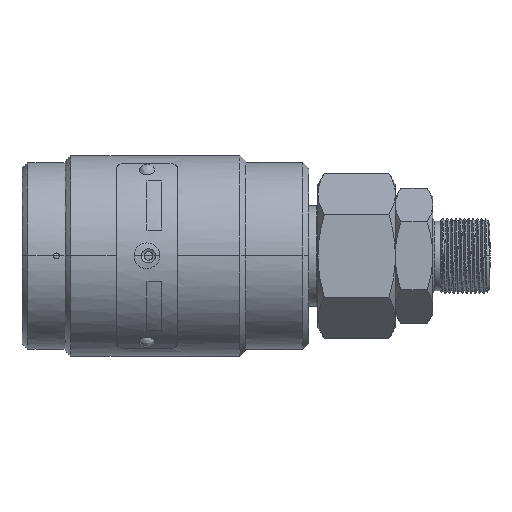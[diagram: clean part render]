
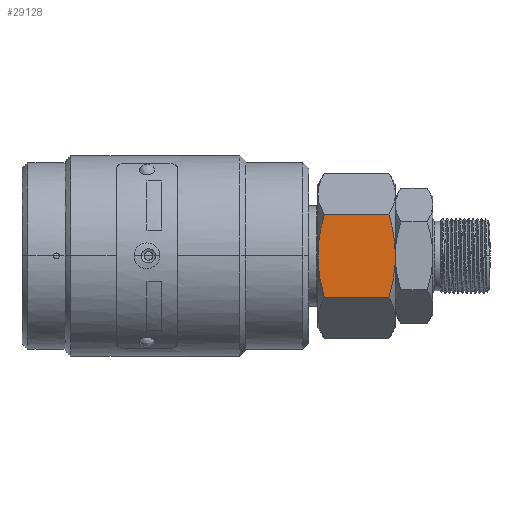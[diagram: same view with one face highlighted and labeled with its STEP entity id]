
A CAD part, top view. The second image highlights one B-rep face of the part: STEP entity #29128.
In plain terms, the highlighted planar face has unit normal (0, 0, 1).
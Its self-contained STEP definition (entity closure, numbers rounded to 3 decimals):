
#1091 = CARTESIAN_POINT ( 'NONE',  ( 128.667, -12.075, 18.5 ) ) ;
#1494 = CARTESIAN_POINT ( 'NONE',  ( 130.25, 0., 18.5 ) ) ;
#3030 = EDGE_CURVE ( 'NONE', #69166, #16672, #21745, .T. ) ;
#3357 = LINE ( 'NONE', #79621, #40734 ) ;
#4271 = DIRECTION ( 'NONE',  ( 0., 0., 1. ) ) ;
#7054 = AXIS2_PLACEMENT_3D ( 'NONE', #63078, #4271, #92798 ) ;
#7784 = CARTESIAN_POINT ( 'NONE',  ( 103.25, 0., 18.5 ) ) ;
#8641 = CARTESIAN_POINT ( 'NONE',  ( 129.217, -9.69, 18.5 ) ) ;
#9362 = CARTESIAN_POINT ( 'NONE',  ( 128.356, 13.258, 18.5 ) ) ;
#10092 = CARTESIAN_POINT ( 'NONE',  ( 103.25, 2.449, 18.5 ) ) ;
#10391 = B_SPLINE_CURVE_WITH_KNOTS ( 'NONE', 3,
 ( #51143, #18998, #34655, #93786, #78442, #42164, #94422, #19955 ),
 .UNSPECIFIED., .F., .F.,
 ( 4, 2, 2, 4 ),
 ( 0., 0.004, 0.007, 0.015 ),
 .UNSPECIFIED. ) ;
#11094 = VERTEX_POINT ( 'NONE', #80680 ) ;
#13510 = EDGE_CURVE ( 'NONE', #11094, #21213, #10391, .T. ) ;
#14341 = EDGE_CURVE ( 'NONE', #16672, #70005, #3357, .T. ) ;
#14848 = CARTESIAN_POINT ( 'NONE',  ( 130.038, -4.878, 18.5 ) ) ;
#16672 = VERTEX_POINT ( 'NONE', #62137 ) ;
#16841 = CARTESIAN_POINT ( 'NONE',  ( 130.25, 0., 18.5 ) ) ;
#17563 = CARTESIAN_POINT ( 'NONE',  ( 104.045, 8.489, 18.5 ) ) ;
#18998 = CARTESIAN_POINT ( 'NONE',  ( 105.143, -13.258, 18.5 ) ) ;
#19955 = CARTESIAN_POINT ( 'NONE',  ( 103.25, 0., 18.5 ) ) ;
#21213 = VERTEX_POINT ( 'NONE', #7784 ) ;
#21745 = B_SPLINE_CURVE_WITH_KNOTS ( 'NONE', 3,
 ( #1494, #84102, #76611, #46881, #39035, #91287, #9362, #54409 ),
 .UNSPECIFIED., .F., .F.,
 ( 4, 2, 2, 4 ),
 ( 0., 0.007, 0.011, 0.015 ),
 .UNSPECIFIED. ) ;
#22020 = CARTESIAN_POINT ( 'NONE',  ( 129.455, -8.49, 18.5 ) ) ;
#25411 = ORIENTED_EDGE ( 'NONE', *, *, #46807, .F. ) ;
#26143 = PLANE ( 'NONE',  #7054 ) ;
#26890 = ORIENTED_EDGE ( 'NONE', *, *, #3030, .T. ) ;
#27696 = LINE ( 'NONE', #75877, #48804 ) ;
#29128 = ADVANCED_FACE ( 'NONE', ( #42991 ), #26143, .T. ) ;
#29530 = CARTESIAN_POINT ( 'NONE',  ( 130.25, -2.451, 18.5 ) ) ;
#31371 = EDGE_LOOP ( 'NONE', ( #85757, #26890, #51778, #25411, #80299, #85922 ) ) ;
#34655 = CARTESIAN_POINT ( 'NONE',  ( 104.833, -12.075, 18.5 ) ) ;
#38312 = CARTESIAN_POINT ( 'NONE',  ( 128.017, -14.434, 18.5 ) ) ;
#39035 = CARTESIAN_POINT ( 'NONE',  ( 129.216, 9.691, 18.5 ) ) ;
#39770 = CARTESIAN_POINT ( 'NONE',  ( 105.483, 14.434, 18.5 ) ) ;
#40127 = EDGE_CURVE ( 'NONE', #50898, #11094, #27696, .T. ) ;
#40734 = VECTOR ( 'NONE', #64930, 1000. ) ;
#42164 = CARTESIAN_POINT ( 'NONE',  ( 103.462, -4.878, 18.5 ) ) ;
#42991 = FACE_OUTER_BOUND ( 'NONE', #31371, .T. ) ;
#45833 = CARTESIAN_POINT ( 'NONE',  ( 128.357, -13.258, 18.5 ) ) ;
#46807 = EDGE_CURVE ( 'NONE', #21213, #70005, #62446, .T. ) ;
#46881 = CARTESIAN_POINT ( 'NONE',  ( 129.455, 8.489, 18.5 ) ) ;
#48251 = CARTESIAN_POINT ( 'NONE',  ( 104.833, 12.075, 18.5 ) ) ;
#48804 = VECTOR ( 'NONE', #67710, 1000. ) ;
#50898 = VERTEX_POINT ( 'NONE', #70733 ) ;
#51143 = CARTESIAN_POINT ( 'NONE',  ( 105.483, -14.434, 18.5 ) ) ;
#51778 = ORIENTED_EDGE ( 'NONE', *, *, #14341, .T. ) ;
#54409 = CARTESIAN_POINT ( 'NONE',  ( 128.017, 14.434, 18.5 ) ) ;
#62137 = CARTESIAN_POINT ( 'NONE',  ( 128.017, 14.434, 18.5 ) ) ;
#62446 = B_SPLINE_CURVE_WITH_KNOTS ( 'NONE', 3,
 ( #85470, #10092, #77662, #17563, #92986, #48251, #63264, #39770 ),
 .UNSPECIFIED., .F., .F.,
 ( 4, 2, 2, 4 ),
 ( 0., 0.007, 0.011, 0.015 ),
 .UNSPECIFIED. ) ;
#63078 = CARTESIAN_POINT ( 'NONE',  ( 102.71, 15.011, 18.5 ) ) ;
#63264 = CARTESIAN_POINT ( 'NONE',  ( 105.144, 13.258, 18.5 ) ) ;
#64930 = DIRECTION ( 'NONE',  ( -1., 0., 0. ) ) ;
#67090 = CARTESIAN_POINT ( 'NONE',  ( 130.25, 0., 18.5 ) ) ;
#67710 = DIRECTION ( 'NONE',  ( -1., 0., 0. ) ) ;
#67891 = B_SPLINE_CURVE_WITH_KNOTS ( 'NONE', 3,
 ( #38312, #45833, #1091, #8641, #22020, #14848, #29530, #67090 ),
 .UNSPECIFIED., .F., .F.,
 ( 4, 2, 2, 4 ),
 ( 0., 0.004, 0.007, 0.015 ),
 .UNSPECIFIED. ) ;
#69166 = VERTEX_POINT ( 'NONE', #16841 ) ;
#70005 = VERTEX_POINT ( 'NONE', #89599 ) ;
#70733 = CARTESIAN_POINT ( 'NONE',  ( 128.017, -14.434, 18.5 ) ) ;
#75877 = CARTESIAN_POINT ( 'NONE',  ( 116.75, -14.434, 18.5 ) ) ;
#76611 = CARTESIAN_POINT ( 'NONE',  ( 130.039, 4.876, 18.5 ) ) ;
#77662 = CARTESIAN_POINT ( 'NONE',  ( 103.461, 4.876, 18.5 ) ) ;
#78442 = CARTESIAN_POINT ( 'NONE',  ( 104.045, -8.49, 18.5 ) ) ;
#79621 = CARTESIAN_POINT ( 'NONE',  ( 116.75, 14.434, 18.5 ) ) ;
#80299 = ORIENTED_EDGE ( 'NONE', *, *, #13510, .F. ) ;
#80680 = CARTESIAN_POINT ( 'NONE',  ( 105.483, -14.434, 18.5 ) ) ;
#83431 = EDGE_CURVE ( 'NONE', #50898, #69166, #67891, .T. ) ;
#84102 = CARTESIAN_POINT ( 'NONE',  ( 130.25, 2.449, 18.5 ) ) ;
#85470 = CARTESIAN_POINT ( 'NONE',  ( 103.25, 0., 18.5 ) ) ;
#85757 = ORIENTED_EDGE ( 'NONE', *, *, #83431, .T. ) ;
#85922 = ORIENTED_EDGE ( 'NONE', *, *, #40127, .F. ) ;
#89599 = CARTESIAN_POINT ( 'NONE',  ( 105.483, 14.434, 18.5 ) ) ;
#91287 = CARTESIAN_POINT ( 'NONE',  ( 128.667, 12.075, 18.5 ) ) ;
#92798 = DIRECTION ( 'NONE',  ( 0., -1., 0. ) ) ;
#92986 = CARTESIAN_POINT ( 'NONE',  ( 104.284, 9.691, 18.5 ) ) ;
#93786 = CARTESIAN_POINT ( 'NONE',  ( 104.283, -9.69, 18.5 ) ) ;
#94422 = CARTESIAN_POINT ( 'NONE',  ( 103.25, -2.451, 18.5 ) ) ;
